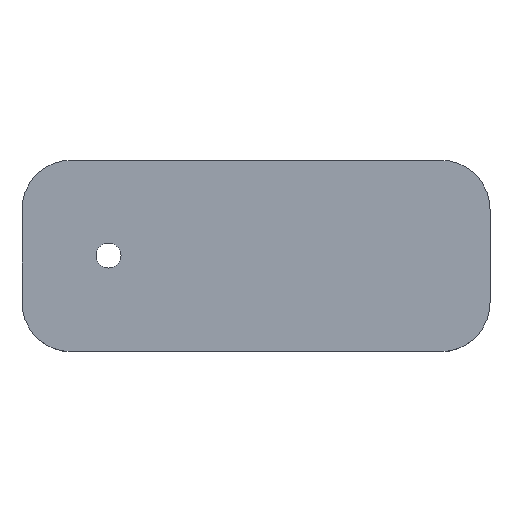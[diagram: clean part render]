
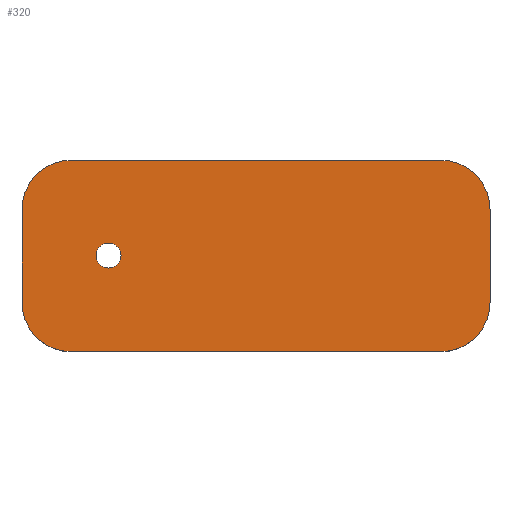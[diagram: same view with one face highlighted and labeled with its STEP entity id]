
A CAD part, top view. The second image highlights one B-rep face of the part: STEP entity #320.
In plain terms, the highlighted planar face has unit normal (0, 0, 1).
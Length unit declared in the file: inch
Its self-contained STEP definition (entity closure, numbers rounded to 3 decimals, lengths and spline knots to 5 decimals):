
#18=FACE_BOUND('',#70,.T.);
#30=PLANE('',#372);
#48=FACE_OUTER_BOUND('',#69,.T.);
#69=EDGE_LOOP('',(#288,#289,#290,#291,#292,#293,#294,#295));
#70=EDGE_LOOP('',(#296));
#75=LINE('',#480,#105);
#85=LINE('',#510,#115);
#88=LINE('',#518,#118);
#90=LINE('',#524,#120);
#105=VECTOR('',#387,0.3937);
#115=VECTOR('',#413,0.3937);
#118=VECTOR('',#422,0.3937);
#120=VECTOR('',#430,0.3937);
#132=CIRCLE('',#345,0.125);
#137=CIRCLE('',#353,0.125);
#138=CIRCLE('',#356,0.125);
#139=CIRCLE('',#359,0.125);
#141=CIRCLE('',#368,0.0317);
#145=VERTEX_POINT('',#470);
#146=VERTEX_POINT('',#472);
#148=VERTEX_POINT('',#478);
#159=VERTEX_POINT('',#504);
#160=VERTEX_POINT('',#508);
#161=VERTEX_POINT('',#512);
#162=VERTEX_POINT('',#516);
#163=VERTEX_POINT('',#520);
#169=VERTEX_POINT('',#545);
#173=EDGE_CURVE('',#145,#146,#132,.T.);
#177=EDGE_CURVE('',#145,#148,#75,.T.);
#189=EDGE_CURVE('',#159,#148,#137,.T.);
#192=EDGE_CURVE('',#159,#160,#85,.T.);
#193=EDGE_CURVE('',#161,#160,#138,.T.);
#196=EDGE_CURVE('',#161,#162,#88,.T.);
#197=EDGE_CURVE('',#163,#162,#139,.T.);
#199=EDGE_CURVE('',#163,#146,#90,.T.);
#210=EDGE_CURVE('',#169,#169,#141,.T.);
#288=ORIENTED_EDGE('',*,*,#173,.F.);
#289=ORIENTED_EDGE('',*,*,#177,.T.);
#290=ORIENTED_EDGE('',*,*,#189,.F.);
#291=ORIENTED_EDGE('',*,*,#192,.T.);
#292=ORIENTED_EDGE('',*,*,#193,.F.);
#293=ORIENTED_EDGE('',*,*,#196,.T.);
#294=ORIENTED_EDGE('',*,*,#197,.F.);
#295=ORIENTED_EDGE('',*,*,#199,.T.);
#296=ORIENTED_EDGE('',*,*,#210,.T.);
#320=ADVANCED_FACE('',(#48,#18),#30,.T.);
#345=AXIS2_PLACEMENT_3D('',#473,#380,#381);
#353=AXIS2_PLACEMENT_3D('',#505,#407,#408);
#356=AXIS2_PLACEMENT_3D('',#513,#416,#417);
#359=AXIS2_PLACEMENT_3D('',#521,#425,#426);
#368=AXIS2_PLACEMENT_3D('',#547,#454,#455);
#372=AXIS2_PLACEMENT_3D('',#553,#463,#464);
#380=DIRECTION('center_axis',(0.,0.,-1.));
#381=DIRECTION('ref_axis',(-0.707,-0.707,0.));
#387=DIRECTION('',(1.,0.,0.));
#407=DIRECTION('center_axis',(0.,0.,-1.));
#408=DIRECTION('ref_axis',(0.707,-0.707,0.));
#413=DIRECTION('',(0.,1.,0.));
#416=DIRECTION('center_axis',(0.,0.,-1.));
#417=DIRECTION('ref_axis',(0.707,0.707,0.));
#422=DIRECTION('',(-1.,0.,0.));
#425=DIRECTION('center_axis',(0.,0.,-1.));
#426=DIRECTION('ref_axis',(-0.707,0.707,0.));
#430=DIRECTION('',(0.,-1.,0.));
#454=DIRECTION('center_axis',(0.,0.,-1.));
#455=DIRECTION('ref_axis',(-1.,0.,0.));
#463=DIRECTION('center_axis',(0.,0.,1.));
#464=DIRECTION('ref_axis',(1.,0.,0.));
#470=CARTESIAN_POINT('',(-0.09479,-0.24402,0.1));
#472=CARTESIAN_POINT('',(-0.21979,-0.11902,0.1));
#473=CARTESIAN_POINT('Origin',(-0.09479,-0.11902,0.1));
#478=CARTESIAN_POINT('',(0.84404,-0.24402,0.1));
#480=CARTESIAN_POINT('',(-0.21979,-0.24402,0.1));
#504=CARTESIAN_POINT('',(0.96904,-0.11902,0.1));
#505=CARTESIAN_POINT('Origin',(0.84404,-0.11902,0.1));
#508=CARTESIAN_POINT('',(0.96904,0.11719,0.1));
#510=CARTESIAN_POINT('',(0.96904,-0.24402,0.1));
#512=CARTESIAN_POINT('',(0.84404,0.24219,0.1));
#513=CARTESIAN_POINT('Origin',(0.84404,0.11719,0.1));
#516=CARTESIAN_POINT('',(-0.09479,0.24219,0.1));
#518=CARTESIAN_POINT('',(0.96904,0.24219,0.1));
#520=CARTESIAN_POINT('',(-0.21979,0.11719,0.1));
#521=CARTESIAN_POINT('Origin',(-0.09479,0.11719,0.1));
#524=CARTESIAN_POINT('',(-0.21979,0.24219,0.1));
#545=CARTESIAN_POINT('',(0.0317,0.,0.1));
#547=CARTESIAN_POINT('Origin',(0.,0.,0.1));
#553=CARTESIAN_POINT('Origin',(0.37463,-0.00092,0.1));
